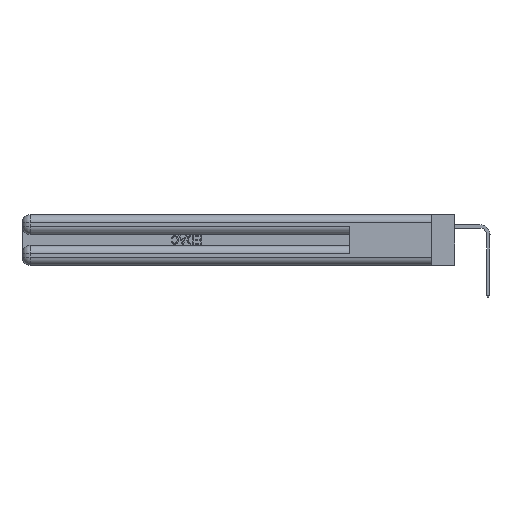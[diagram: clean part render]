
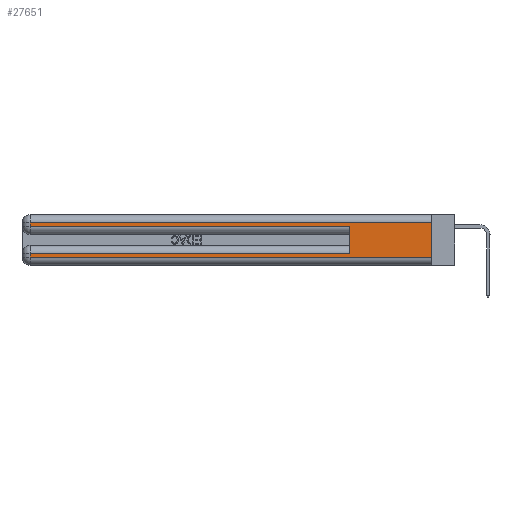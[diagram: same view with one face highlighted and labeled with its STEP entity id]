
A CAD part, left-side view. The second image highlights one B-rep face of the part: STEP entity #27651.
In plain terms, the highlighted planar face has unit normal (-1, 0, 0).
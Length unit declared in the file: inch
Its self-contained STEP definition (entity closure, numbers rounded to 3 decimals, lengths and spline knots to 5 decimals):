
#177 = EDGE_CURVE ( 'NONE', #20802, #46260, #14242, .T. ) ;
#1049 = LINE ( 'NONE', #32681, #10991 ) ;
#1065 = CARTESIAN_POINT ( 'NONE',  ( 0., 2.94, 0.31 ) ) ;
#1128 = EDGE_CURVE ( 'NONE', #30229, #25267, #15967, .T. ) ;
#2310 = CARTESIAN_POINT ( 'NONE',  ( 0., 0., 0.37 ) ) ;
#3156 = EDGE_CURVE ( 'NONE', #46427, #30229, #1049, .T. ) ;
#5526 = CARTESIAN_POINT ( 'NONE',  ( 0., 2.94, 0.06 ) ) ;
#5917 = EDGE_LOOP ( 'NONE', ( #27298, #7525, #22883, #6457, #39811, #14906, #40491, #31548 ) ) ;
#6101 = DIRECTION ( 'NONE',  ( 1., 0., 0. ) ) ;
#6457 = ORIENTED_EDGE ( 'NONE', *, *, #27752, .T. ) ;
#6581 = CARTESIAN_POINT ( 'NONE',  ( 0., 2.94, 0.285 ) ) ;
#6644 = VERTEX_POINT ( 'NONE', #1065 ) ;
#6867 = EDGE_CURVE ( 'NONE', #39770, #25267, #22169, .T. ) ;
#7525 = ORIENTED_EDGE ( 'NONE', *, *, #27409, .T. ) ;
#8311 = CARTESIAN_POINT ( 'NONE',  ( 0., 0., 0.085 ) ) ;
#10991 = VECTOR ( 'NONE', #14294, 39.37008 ) ;
#12273 = CARTESIAN_POINT ( 'NONE',  ( 0., 0., 0.06 ) ) ;
#13432 = VECTOR ( 'NONE', #20355, 39.37008 ) ;
#14242 = LINE ( 'NONE', #22520, #43825 ) ;
#14294 = DIRECTION ( 'NONE',  ( 0., 0., -1. ) ) ;
#14798 = AXIS2_PLACEMENT_3D ( 'NONE', #2310, #6101, #31983 ) ;
#14906 = ORIENTED_EDGE ( 'NONE', *, *, #33211, .T. ) ;
#15967 = LINE ( 'NONE', #20134, #21159 ) ;
#18339 = VECTOR ( 'NONE', #43717, 39.37008 ) ;
#18671 = DIRECTION ( 'NONE',  ( 0., 0., 1. ) ) ;
#20134 = CARTESIAN_POINT ( 'NONE',  ( 0., 0., 0.06 ) ) ;
#20355 = DIRECTION ( 'NONE',  ( 0., 0., -1. ) ) ;
#20802 = VERTEX_POINT ( 'NONE', #46522 ) ;
#21009 = VECTOR ( 'NONE', #28120, 39.37008 ) ;
#21159 = VECTOR ( 'NONE', #38725, 39.37008 ) ;
#22074 = LINE ( 'NONE', #42565, #13432 ) ;
#22169 = LINE ( 'NONE', #35419, #21009 ) ;
#22520 = CARTESIAN_POINT ( 'NONE',  ( 0., 0.6, 0.145 ) ) ;
#22883 = ORIENTED_EDGE ( 'NONE', *, *, #48052, .T. ) ;
#23565 = VECTOR ( 'NONE', #30752, 39.37008 ) ;
#24553 = PLANE ( 'NONE',  #14798 ) ;
#24697 = LINE ( 'NONE', #41817, #23565 ) ;
#25186 = CARTESIAN_POINT ( 'NONE',  ( 0., 0., 0.285 ) ) ;
#25245 = FACE_OUTER_BOUND ( 'NONE', #5917, .T. ) ;
#25267 = VERTEX_POINT ( 'NONE', #12273 ) ;
#27298 = ORIENTED_EDGE ( 'NONE', *, *, #6867, .F. ) ;
#27409 = EDGE_CURVE ( 'NONE', #39770, #6644, #24697, .T. ) ;
#27651 = ADVANCED_FACE ( 'NONE', ( #25245 ), #24553, .F. ) ;
#27749 = VERTEX_POINT ( 'NONE', #6581 ) ;
#27752 = EDGE_CURVE ( 'NONE', #27749, #46260, #40342, .T. ) ;
#28120 = DIRECTION ( 'NONE',  ( 0., 0., -1. ) ) ;
#30229 = VERTEX_POINT ( 'NONE', #5526 ) ;
#30752 = DIRECTION ( 'NONE',  ( 0., 1., 0. ) ) ;
#31209 = CARTESIAN_POINT ( 'NONE',  ( 0., 0.6, 0.285 ) ) ;
#31548 = ORIENTED_EDGE ( 'NONE', *, *, #1128, .T. ) ;
#31983 = DIRECTION ( 'NONE',  ( 0., 0., -1. ) ) ;
#32681 = CARTESIAN_POINT ( 'NONE',  ( 0., 2.94, 0.37 ) ) ;
#33211 = EDGE_CURVE ( 'NONE', #20802, #46427, #44914, .T. ) ;
#34202 = DIRECTION ( 'NONE',  ( 0., 1., 0. ) ) ;
#35419 = CARTESIAN_POINT ( 'NONE',  ( 0., 0., 0.37 ) ) ;
#38725 = DIRECTION ( 'NONE',  ( 0., -1., 0. ) ) ;
#39770 = VERTEX_POINT ( 'NONE', #45042 ) ;
#39811 = ORIENTED_EDGE ( 'NONE', *, *, #177, .F. ) ;
#40342 = LINE ( 'NONE', #25186, #18339 ) ;
#40491 = ORIENTED_EDGE ( 'NONE', *, *, #3156, .T. ) ;
#41817 = CARTESIAN_POINT ( 'NONE',  ( 0., 0., 0.31 ) ) ;
#42565 = CARTESIAN_POINT ( 'NONE',  ( 0., 2.94, 0.37 ) ) ;
#43717 = DIRECTION ( 'NONE',  ( 0., -1., 0. ) ) ;
#43825 = VECTOR ( 'NONE', #18671, 39.37008 ) ;
#44914 = LINE ( 'NONE', #8311, #46064 ) ;
#45042 = CARTESIAN_POINT ( 'NONE',  ( 0., 0., 0.31 ) ) ;
#46064 = VECTOR ( 'NONE', #34202, 39.37008 ) ;
#46260 = VERTEX_POINT ( 'NONE', #31209 ) ;
#46427 = VERTEX_POINT ( 'NONE', #46917 ) ;
#46522 = CARTESIAN_POINT ( 'NONE',  ( 0., 0.6, 0.085 ) ) ;
#46917 = CARTESIAN_POINT ( 'NONE',  ( 0., 2.94, 0.085 ) ) ;
#48052 = EDGE_CURVE ( 'NONE', #6644, #27749, #22074, .T. ) ;
